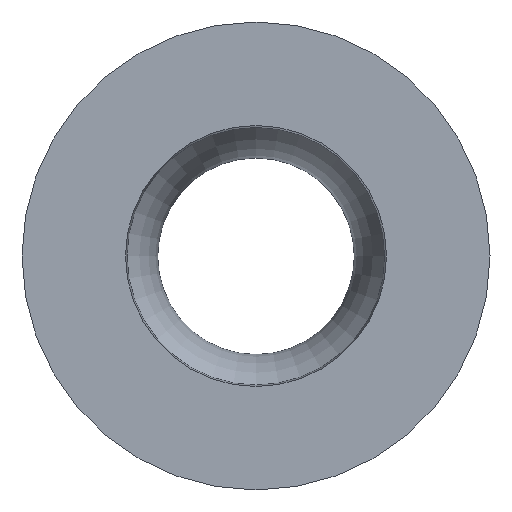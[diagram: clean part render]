
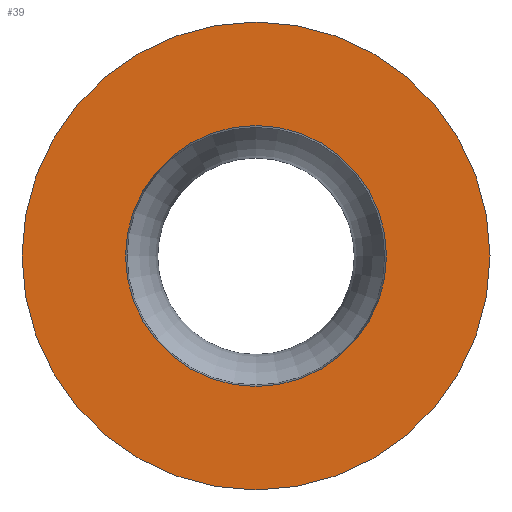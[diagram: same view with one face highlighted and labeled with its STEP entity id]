
A CAD part, top view. The second image highlights one B-rep face of the part: STEP entity #39.
In plain terms, the highlighted planar face has unit normal (0, 0, 1).
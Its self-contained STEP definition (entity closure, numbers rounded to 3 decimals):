
#39=ADVANCED_FACE('',(#47,#48),#45,.T.);
#45=PLANE('',#133);
#47=FACE_BOUND('',#59,.T.);
#48=FACE_BOUND('',#60,.T.);
#59=EDGE_LOOP('',(#71));
#60=EDGE_LOOP('',(#72));
#71=ORIENTED_EDGE('',*,*,#89,.T.);
#72=ORIENTED_EDGE('',*,*,#90,.F.);
#83=VERTEX_POINT('',#214);
#84=VERTEX_POINT('',#216);
#89=EDGE_CURVE('',#83,#83,#95,.T.);
#90=EDGE_CURVE('',#84,#84,#96,.T.);
#95=CIRCLE('',#131,2.656);
#96=CIRCLE('',#132,4.763);
#131=AXIS2_PLACEMENT_3D('',#213,#149,#150);
#132=AXIS2_PLACEMENT_3D('',#215,#151,#152);
#133=AXIS2_PLACEMENT_3D('',#217,#153,#154);
#149=DIRECTION('',(0.,0.,-1.));
#150=DIRECTION('',(-1.,0.,0.));
#151=DIRECTION('',(0.,0.,-1.));
#152=DIRECTION('',(-1.,0.,0.));
#153=DIRECTION('',(0.,0.,1.));
#154=DIRECTION('',(1.,0.,0.));
#213=CARTESIAN_POINT('',(0.,0.,0.));
#214=CARTESIAN_POINT('',(-2.656,0.,0.));
#215=CARTESIAN_POINT('',(0.,0.,0.));
#216=CARTESIAN_POINT('',(-4.763,0.,0.));
#217=CARTESIAN_POINT('',(-4.763,0.,0.));
